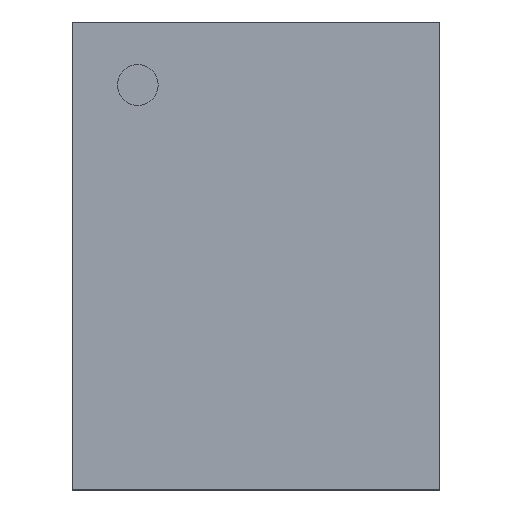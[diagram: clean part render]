
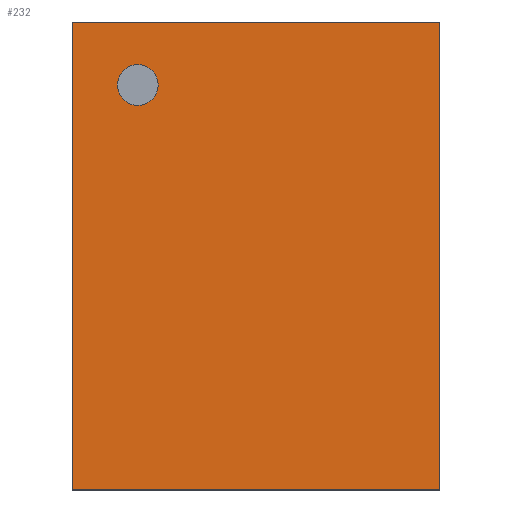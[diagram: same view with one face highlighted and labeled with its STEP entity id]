
A CAD part, top view. The second image highlights one B-rep face of the part: STEP entity #232.
In plain terms, the highlighted planar face has unit normal (0, 0, 1).
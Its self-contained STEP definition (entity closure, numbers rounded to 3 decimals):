
#141 = VERTEX_POINT('',#142);
#142 = CARTESIAN_POINT('',(-0.55,0.7,0.45));
#148 = EDGE_CURVE('',#141,#149,#151,.T.);
#149 = VERTEX_POINT('',#150);
#150 = CARTESIAN_POINT('',(0.55,0.7,0.45));
#151 = LINE('',#152,#153);
#152 = CARTESIAN_POINT('',(-0.55,0.7,0.45));
#153 = VECTOR('',#154,1.);
#154 = DIRECTION('',(1.,0.,0.));
#189 = VERTEX_POINT('',#190);
#190 = CARTESIAN_POINT('',(-0.55,-0.7,0.45));
#196 = EDGE_CURVE('',#189,#141,#197,.T.);
#197 = LINE('',#198,#199);
#198 = CARTESIAN_POINT('',(-0.55,-0.7,0.45));
#199 = VECTOR('',#200,1.);
#200 = DIRECTION('',(0.,1.,0.));
#213 = EDGE_CURVE('',#149,#214,#216,.T.);
#214 = VERTEX_POINT('',#215);
#215 = CARTESIAN_POINT('',(0.55,-0.7,0.45));
#216 = LINE('',#217,#218);
#217 = CARTESIAN_POINT('',(0.55,0.7,0.45));
#218 = VECTOR('',#219,1.);
#219 = DIRECTION('',(0.,-1.,0.));
#232 = ADVANCED_FACE('',(#233,#244),#255,.T.);
#233 = FACE_BOUND('',#234,.T.);
#234 = EDGE_LOOP('',(#235,#236,#237,#243));
#235 = ORIENTED_EDGE('',*,*,#148,.F.);
#236 = ORIENTED_EDGE('',*,*,#196,.F.);
#237 = ORIENTED_EDGE('',*,*,#238,.F.);
#238 = EDGE_CURVE('',#214,#189,#239,.T.);
#239 = LINE('',#240,#241);
#240 = CARTESIAN_POINT('',(0.55,-0.7,0.45));
#241 = VECTOR('',#242,1.);
#242 = DIRECTION('',(-1.,0.,0.));
#243 = ORIENTED_EDGE('',*,*,#213,.F.);
#244 = FACE_BOUND('',#245,.T.);
#245 = EDGE_LOOP('',(#246));
#246 = ORIENTED_EDGE('',*,*,#247,.F.);
#247 = EDGE_CURVE('',#248,#248,#250,.T.);
#248 = VERTEX_POINT('',#249);
#249 = CARTESIAN_POINT('',(-0.293,0.511,0.45));
#250 = CIRCLE('',#251,0.061);
#251 = AXIS2_PLACEMENT_3D('',#252,#253,#254);
#252 = CARTESIAN_POINT('',(-0.354,0.511,0.45));
#253 = DIRECTION('',(0.,0.,1.));
#254 = DIRECTION('',(1.,0.,0.));
#255 = PLANE('',#256);
#256 = AXIS2_PLACEMENT_3D('',#257,#258,#259);
#257 = CARTESIAN_POINT('',(0.,0.,0.45));
#258 = DIRECTION('',(0.,0.,1.));
#259 = DIRECTION('',(1.,0.,0.));
